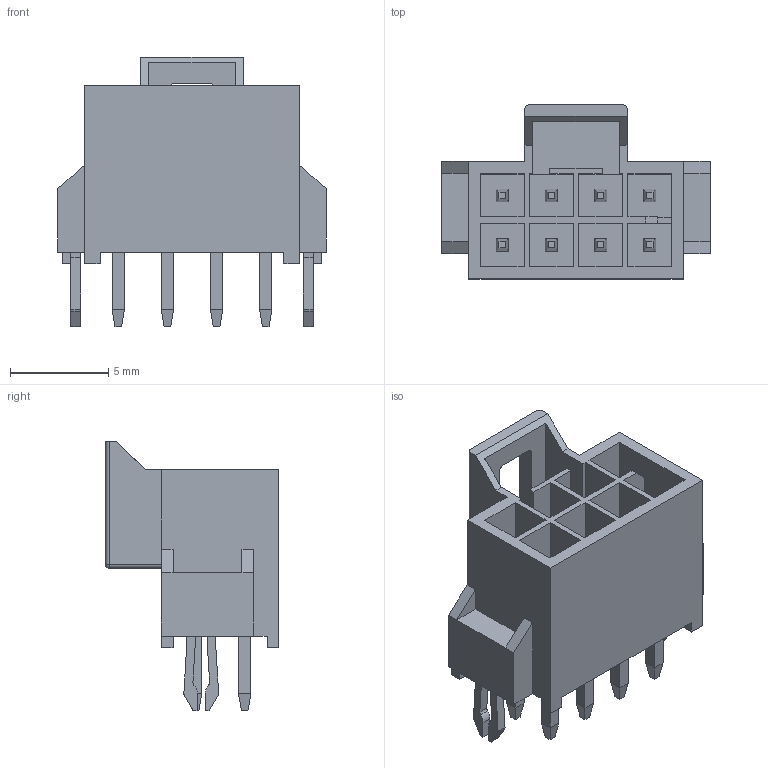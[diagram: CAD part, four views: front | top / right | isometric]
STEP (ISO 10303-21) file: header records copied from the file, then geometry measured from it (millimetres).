
FILE_DESCRIPTION((''),'2;1');
FILE_NAME('1053121108','2020-11-23T',('gga'),(''),'PRO/ENGINEER BY PARAMETRIC TECHNOLOGY CORPORATION, 2016010','PRO/ENGINEER BY PARAMETRIC TECHNOLOGY CORPORATION, 2016010','');
FILE_SCHEMA(('CONFIG_CONTROL_DESIGN'));
Length unit declared in the file: millimetre
Products named in the file (1): 1053121108
Bounding box: 13.66 x 8.84 x 13.71 mm (x, y, z)
Volume: 412.8 mm3; surface area: 1190.4 mm2
Topology: 1 solids, 1 shells, 303 faces, 778 edges, 500 vertices
Faces by surface type: plane 273, cylinder 28, sphere 2
Entity records: 9001 total; most frequent: CARTESIAN_POINT 1562, ORIENTED_EDGE 1516, DIRECTION 1462, EDGE_CURVE 758, VECTOR 702, LINE 702, VERTEX_POINT 480, AXIS2_PLACEMENT_3D 380
